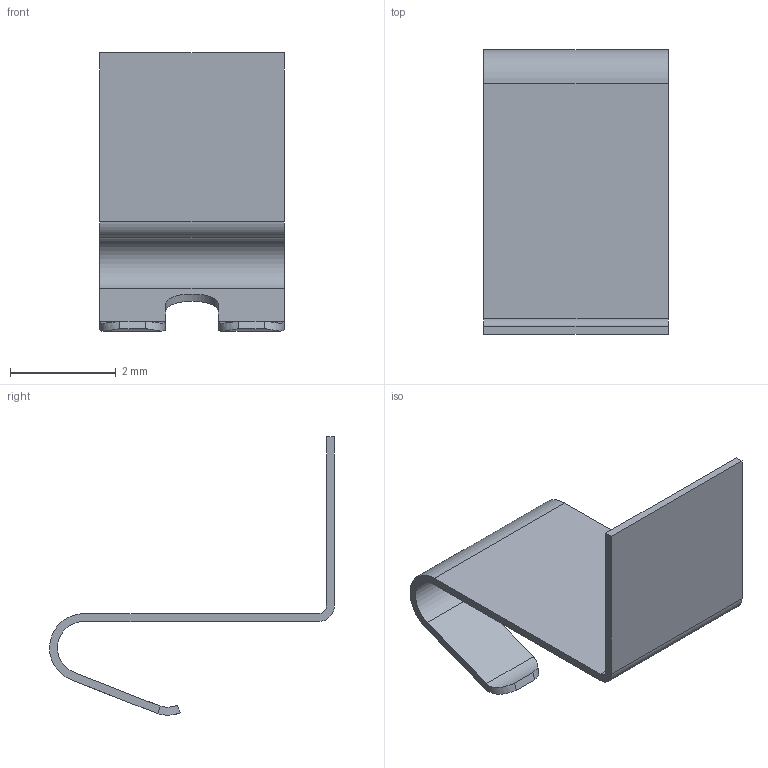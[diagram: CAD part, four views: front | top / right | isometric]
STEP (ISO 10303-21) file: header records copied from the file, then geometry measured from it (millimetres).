
FILE_DESCRIPTION (( 'STEP AP214' ), '1' );
FILE_NAME ('122TR.STEP', '2020-08-17T17:25:49', ( '' ), ( '' ), 'SwSTEP 2.0', 'SolidWorks 2013', '' );
FILE_SCHEMA (( 'AUTOMOTIVE_DESIGN' ));
Length unit declared in the file: inch
Products named in the file (1): 122TR
Bounding box: 3.5 x 5.4 x 5.27 mm (x, y, z)
Volume: 5.9 mm3; surface area: 83.2 mm2
Topology: 1 solids, 1 shells, 26 faces, 72 edges, 48 vertices
Faces by surface type: plane 13, cylinder 9, bspline 4
Entity records: 1320 total; most frequent: CARTESIAN_POINT 283, ORIENTED_EDGE 144, DIRECTION 128, EDGE_CURVE 72, VERTEX_POINT 48, LINE 46, VECTOR 46, AXIS2_PLACEMENT_3D 41
